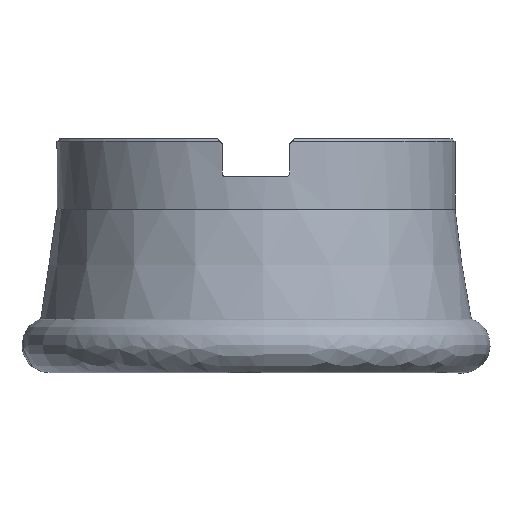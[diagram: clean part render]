
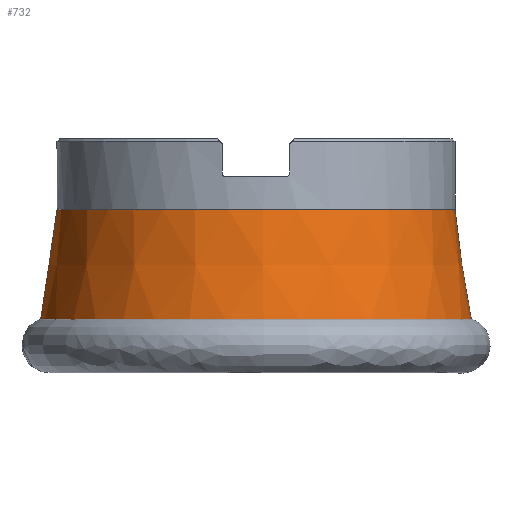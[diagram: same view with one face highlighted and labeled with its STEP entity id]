
A CAD part, front view. The second image highlights one B-rep face of the part: STEP entity #732.
In plain terms, the highlighted conical face has half-angle 8.504 degrees and reference radius 42.509 mm.
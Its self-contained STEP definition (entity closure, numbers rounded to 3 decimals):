
#46=CONICAL_SURFACE('',#940,42.509,8.504);
#234=EDGE_LOOP('',(#340));
#235=EDGE_LOOP('',(#341));
#340=ORIENTED_EDGE('',*,*,#570,.T.);
#341=ORIENTED_EDGE('',*,*,#569,.F.);
#569=EDGE_CURVE('',#860,#860,#668,.T.);
#570=EDGE_CURVE('',#861,#861,#669,.T.);
#668=CIRCLE('',#937,42.509);
#669=CIRCLE('',#939,46.039);
#732=ADVANCED_FACE('',(#791,#792),#46,.T.);
#791=FACE_BOUND('',#234,.T.);
#792=FACE_BOUND('',#235,.T.);
#860=VERTEX_POINT('',#3804);
#861=VERTEX_POINT('',#3807);
#937=AXIS2_PLACEMENT_3D('',#3803,#1076,#1077);
#939=AXIS2_PLACEMENT_3D('',#3806,#1080,#1081);
#940=AXIS2_PLACEMENT_3D('',#3808,#1082,#1083);
#1076=DIRECTION('',(0.,0.,1.));
#1077=DIRECTION('',(0.035,-0.999,0.));
#1080=DIRECTION('',(0.,0.,1.));
#1081=DIRECTION('',(0.035,-0.999,0.));
#1082=DIRECTION('',(0.,0.,-1.));
#1083=DIRECTION('',(0.035,-0.999,0.));
#3803=CARTESIAN_POINT('',(0.,0.,-15.118));
#3804=CARTESIAN_POINT('',(1.484,-42.483,-15.118));
#3806=CARTESIAN_POINT('',(0.,0.,-38.729));
#3807=CARTESIAN_POINT('',(1.607,-46.011,-38.729));
#3808=CARTESIAN_POINT('',(0.,0.,-15.118));
